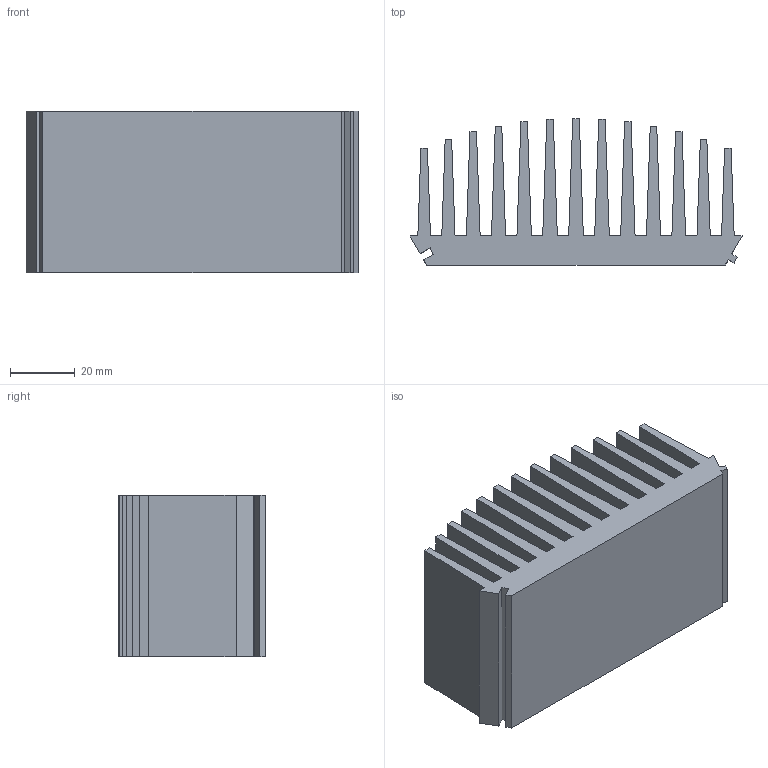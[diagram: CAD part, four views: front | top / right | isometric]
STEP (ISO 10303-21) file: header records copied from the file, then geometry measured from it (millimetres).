
FILE_DESCRIPTION (( 'STEP AP203' ), '1' );
FILE_NAME ('P002 - dissipador_hex - V03 - corte.STEP', '2024-11-11T01:49:51', ( '' ), ( '' ), 'SwSTEP 2.0', 'SolidWorks 2018', '' );
FILE_SCHEMA (( 'CONFIG_CONTROL_DESIGN' ));
Length unit declared in the file: millimetre
Products named in the file (1): P002 - dissipador_hex - V03 - corte
Bounding box: 102.5 x 45.23 x 50 mm (x, y, z)
Volume: 110511.6 mm3; surface area: 56748.1 mm2
Topology: 1 solids, 1 shells, 66 faces, 192 edges, 128 vertices
Faces by surface type: plane 66
Entity records: 2213 total; most frequent: CARTESIAN_POINT 387, ORIENTED_EDGE 384, DIRECTION 326, EDGE_CURVE 192, LINE 192, VECTOR 192, VERTEX_POINT 128, AXIS2_PLACEMENT_3D 67
